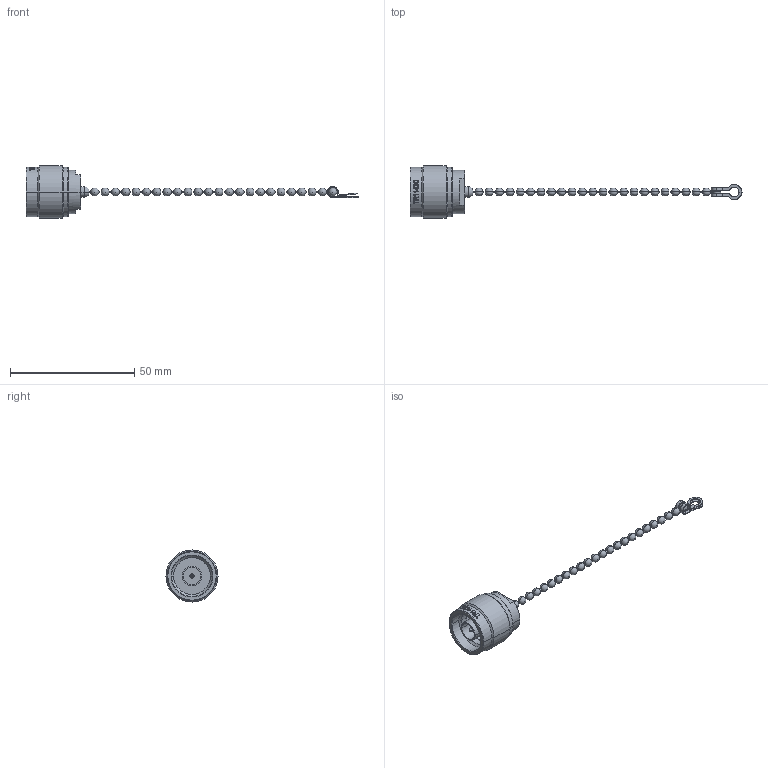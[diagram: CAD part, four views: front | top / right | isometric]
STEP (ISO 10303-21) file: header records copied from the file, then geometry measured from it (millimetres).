
FILE_DESCRIPTION (( 'STEP AP214' ), '1' );
FILE_NAME ('FMTR1142C_3D.step', '2023-05-08T14:26:27', ( '' ), ( '' ), 'SwSTEP 2.0', 'SolidWorks 2022', '' );
FILE_SCHEMA (( 'AUTOMOTIVE_DESIGN' ));
Length unit declared in the file: inch
Products named in the file (6): Copy of N88NY-3-1^chain_FMTR1142C; chain anchor^FMTR1142C; N MALE TERMINATOR^FMTR1142C; chain^FMTR1142C; Copy of F3800-4^chain_FMTR1142C; FMTR1142C_3D
Assembly tree (5 placements, depth 3):
  FMTR1142C_3D
    N MALE TERMINATOR^FMTR1142C
    chain anchor^FMTR1142C
    chain^FMTR1142C
      Copy of F3800-4^chain_FMTR1142C
      Copy of N88NY-3-1^chain_FMTR1142C
Bounding box: 133.65 x 21 x 21 mm (x, y, z)
Volume: 5531.4 mm3; surface area: 4482.5 mm2
Topology: 4 solids, 4 shells, 233 faces, 724 edges, 457 vertices
Faces by surface type: cylinder 117, sphere 54, cone 37, plane 25
Entity records: 7878 total; most frequent: CARTESIAN_POINT 1871, DIRECTION 1335, ORIENTED_EDGE 1126, AXIS2_PLACEMENT_3D 568, EDGE_CURVE 563, VERTEX_POINT 354, CIRCLE 326, EDGE_LOOP 253
